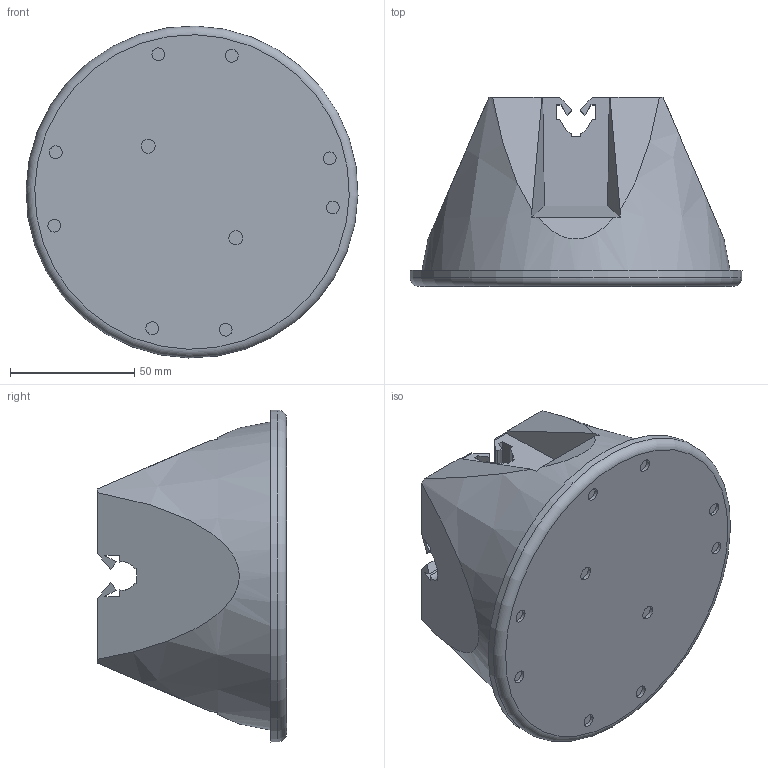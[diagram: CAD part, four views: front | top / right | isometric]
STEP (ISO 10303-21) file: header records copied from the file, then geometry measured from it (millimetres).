
FILE_DESCRIPTION (( 'STEP AP214' ), '1' );
FILE_NAME ('5218708.stp', '2023-04-11T09:40:58', ( '' ), ( '' ), 'SwSTEP 2.0', 'SolidWorks 2022', '' );
FILE_SCHEMA (( 'AUTOMOTIVE_DESIGN' ));
Length unit declared in the file: millimetre
Products named in the file (3): 5218708; 107972_Artikel_107972; 116126_Standard
Assembly tree (2 placements, depth 2):
  5218708
    107972_Artikel_107972
    116126_Standard
Bounding box: 133.47 x 76 x 133.47 mm (x, y, z)
Volume: 645472.3 mm3; surface area: 85788.4 mm2
Topology: 2 solids, 2 shells, 117 faces, 331 edges, 220 vertices
Faces by surface type: plane 82, cylinder 18, cone 14, torus 3
Full cylindrical faces by diameter (mm): 130 x2
Entity records: 3800 total; most frequent: CARTESIAN_POINT 782, ORIENTED_EDGE 616, DIRECTION 560, EDGE_CURVE 308, VECTOR 220, LINE 220, VERTEX_POINT 216, AXIS2_PLACEMENT_3D 170
